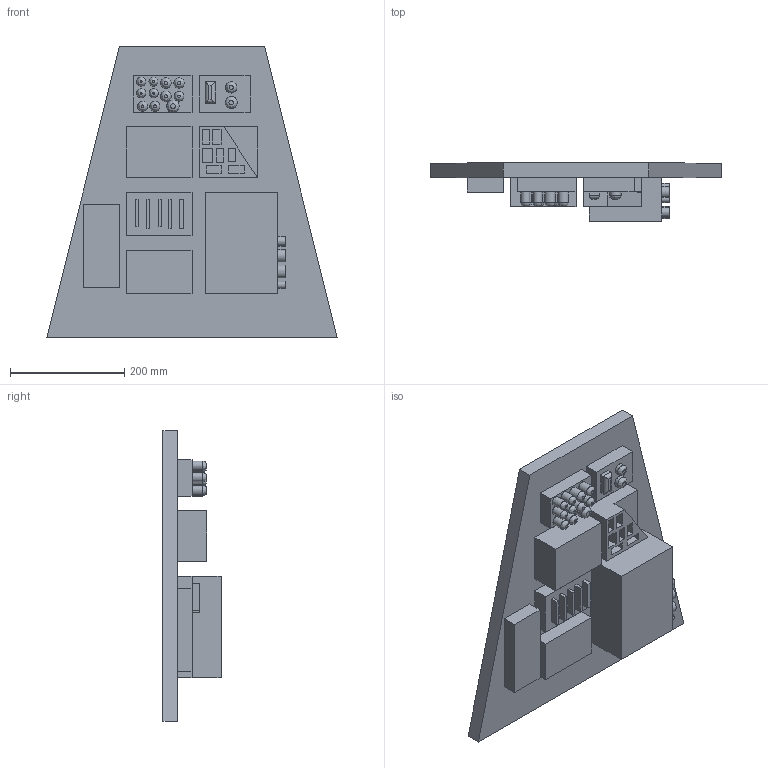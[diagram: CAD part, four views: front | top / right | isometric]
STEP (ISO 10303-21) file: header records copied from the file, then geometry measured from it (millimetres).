
FILE_DESCRIPTION(/* description */ (''),/* implementation_level */ '2;1');
FILE_NAME(/* name */ 'electrical instrument.stp',/* time_stamp */ '2019-10-07T12:12:22-04:00',/* author */ (''),/* organization */ (''),/* preprocessor_version */ 'ST-DEVELOPER v16.7',/* originating_system */ 'SIEMENS PLM Software NX 1872',/* authorisation */ '');
FILE_SCHEMA (('AUTOMOTIVE_DESIGN { 1 0 10303 214 3 1 1 1 }'));
Length unit declared in the file: inch
Products named in the file (1): equipment Rack
Bounding box: 508 x 101.6 x 508 mm (x, y, z)
Volume: 8583551.9 mm3; surface area: 605770.7 mm2
Topology: 1 solids, 1 shells, 171 faces, 386 edges, 257 vertices
Faces by surface type: plane 134, cylinder 24, bspline 13
Full cylindrical faces by diameter (mm): 9.844 x1, 11.974 x1, 12.643 x1, 15.81 x4, 16.386 x1, 17.014 x1, 17.393 x1, 17.524 x1, 18.274 x1, 18.356 x1, 18.393 x1, 18.636 x1, 19.5 x1, 20.868 x1, 21.229 x1, 21.425 x1, 22.555 x1
Entity records: 4710 total; most frequent: CARTESIAN_POINT 1093, DIRECTION 709, ORIENTED_EDGE 666, EDGE_CURVE 333, LINE 275, VECTOR 275, EDGE_LOOP 244, VERTEX_POINT 237
